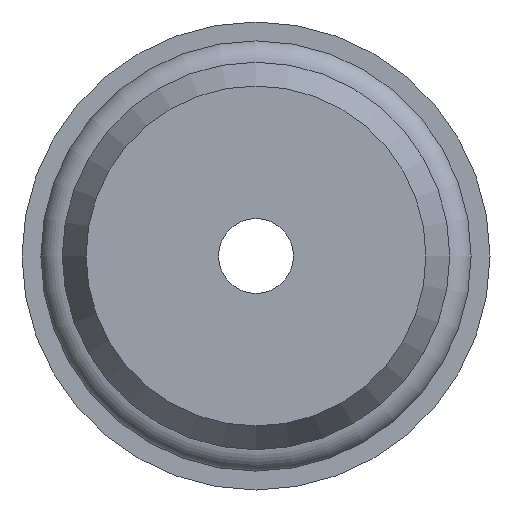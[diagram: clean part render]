
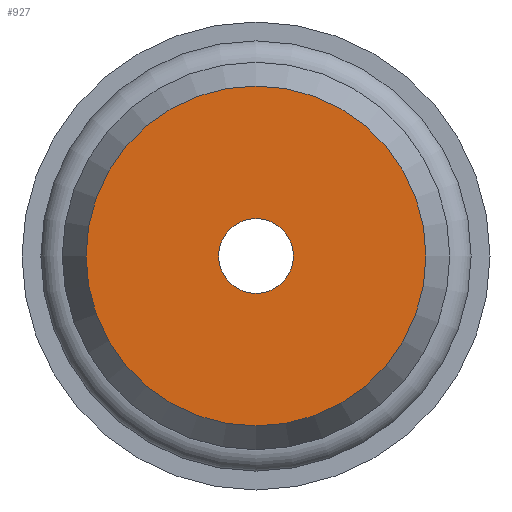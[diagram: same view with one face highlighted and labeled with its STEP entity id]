
A CAD part, front view. The second image highlights one B-rep face of the part: STEP entity #927.
In plain terms, the highlighted planar face has unit normal (0, -1, 0).
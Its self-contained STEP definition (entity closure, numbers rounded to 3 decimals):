
#201=ORIENTED_EDGE('',*,*,#317,.T.);
#202=ORIENTED_EDGE('',*,*,#318,.F.);
#317=EDGE_CURVE('',#372,#372,#403,.T.);
#318=EDGE_CURVE('',#373,#373,#404,.T.);
#372=VERTEX_POINT('',#1382);
#373=VERTEX_POINT('',#1384);
#403=CIRCLE('',#995,9.08);
#404=CIRCLE('',#996,2.);
#447=EDGE_LOOP('',(#201));
#448=EDGE_LOOP('',(#202));
#519=FACE_BOUND('',#447,.T.);
#520=FACE_BOUND('',#448,.T.);
#585=PLANE('',#994);
#927=ADVANCED_FACE('',(#519,#520),#585,.T.);
#994=AXIS2_PLACEMENT_3D('',#1380,#1143,#1144);
#995=AXIS2_PLACEMENT_3D('',#1381,#1145,#1146);
#996=AXIS2_PLACEMENT_3D('',#1383,#1147,#1148);
#1143=DIRECTION('',(0.,-1.,0.));
#1144=DIRECTION('',(0.,0.,-1.));
#1145=DIRECTION('',(0.,-1.,0.));
#1146=DIRECTION('',(0.,0.,-1.));
#1147=DIRECTION('',(0.,-1.,0.));
#1148=DIRECTION('',(0.,0.,-1.));
#1380=CARTESIAN_POINT('',(0.,0.,0.));
#1381=CARTESIAN_POINT('',(0.,0.,0.));
#1382=CARTESIAN_POINT('',(0.,0.,-9.08));
#1383=CARTESIAN_POINT('',(0.,0.,0.));
#1384=CARTESIAN_POINT('',(0.,0.,-2.));
